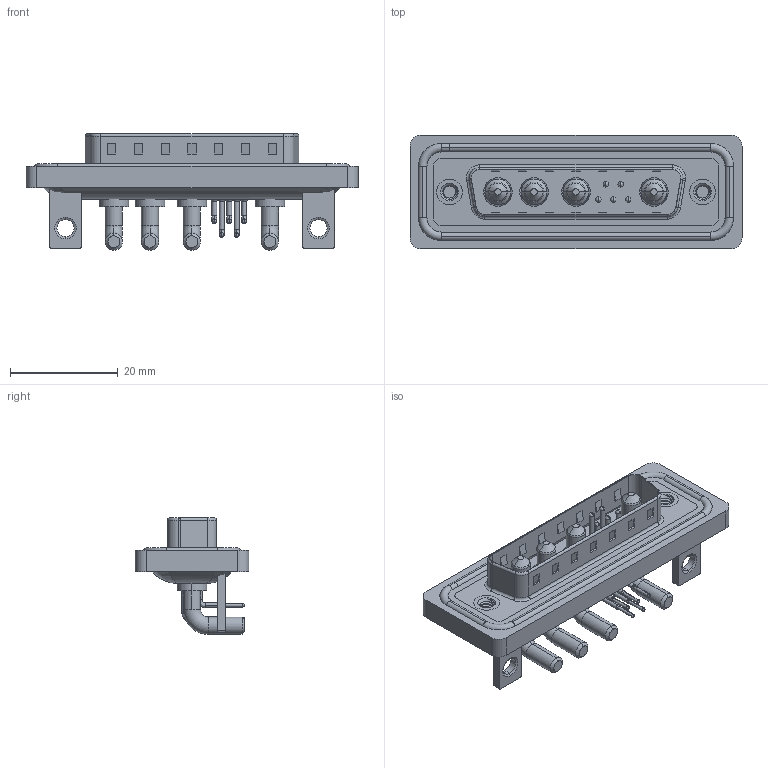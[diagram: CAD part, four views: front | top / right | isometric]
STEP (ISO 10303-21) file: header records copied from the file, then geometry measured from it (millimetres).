
FILE_DESCRIPTION (( 'STEP AP203' ), '1' );
FILE_NAME ('629W9W4-640-3N4.STEP', '2024-04-11T15:58:55', ( '' ), ( '' ), 'SwSTEP 2.0', 'SolidWorks 2023', '' );
FILE_SCHEMA (( 'CONFIG_CONTROL_DESIGN' ));
Length unit declared in the file: millimetre
Products named in the file (10): 629Combo Threaded Rivet_3; 629W9W4-640-3N4; 629Combo Housing_9W4; 629Combo Shell Rear_25 Contacts; 629Combo Waterproof Housing_25 Contacts; 629Combo Stabilizer Bracket; 629Combo Shell Front_25 Contacts; Power Pin_30A RA; 629Combo Contact Row 1; 629Combo Contact Row 2
Assembly tree (17 placements, depth 2):
  629W9W4-640-3N4
    629Combo Housing_9W4
    629Combo Shell Rear_25 Contacts
    629Combo Shell Front_25 Contacts
    629Combo Waterproof Housing_25 Contacts
    629Combo Threaded Rivet_3  x2
    629Combo Stabilizer Bracket  x2
    Power Pin_30A RA  x4
    629Combo Contact Row 1  x2
    629Combo Contact Row 2  x3
Bounding box: 61.75 x 21.1 x 21.7 mm (x, y, z)
Volume: 8094.2 mm3; surface area: 13037.1 mm2
Topology: 22 solids, 22 shells, 1245 faces, 3265 edges, 2089 vertices
Faces by surface type: plane 589, cylinder 470, torus 80, cone 62, bspline 44
Entity records: 26843 total; most frequent: CARTESIAN_POINT 6106, DIRECTION 4202, ORIENTED_EDGE 3998, EDGE_CURVE 1999, AXIS2_PLACEMENT_3D 1496, VERTEX_POINT 1286, LINE 1210, VECTOR 1210
